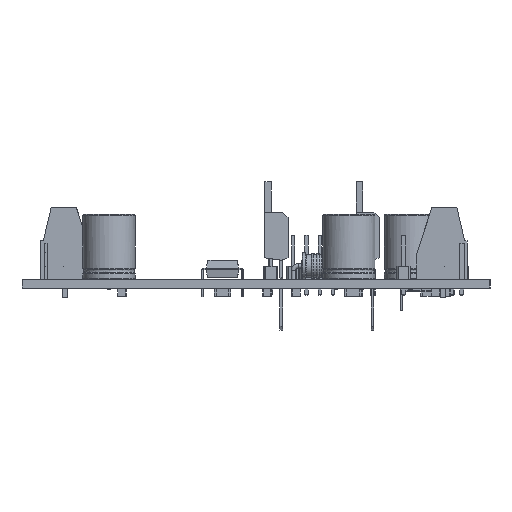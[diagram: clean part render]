
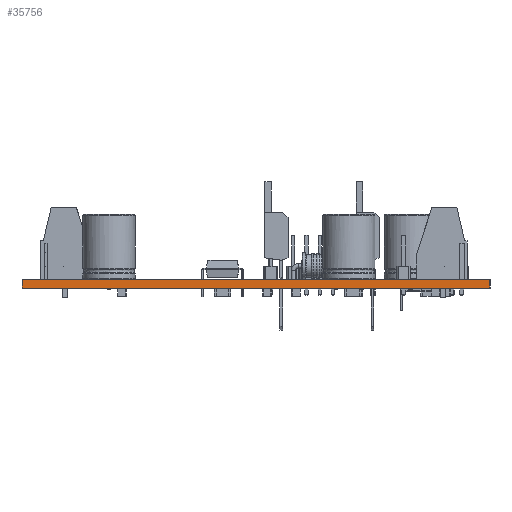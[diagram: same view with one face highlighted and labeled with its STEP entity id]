
A CAD part, left-side view. The second image highlights one B-rep face of the part: STEP entity #35756.
In plain terms, the highlighted planar face has unit normal (-1, 0, 0).
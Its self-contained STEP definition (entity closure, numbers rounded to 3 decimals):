
#35700 = VERTEX_POINT('',#35701);
#35701 = CARTESIAN_POINT('',(76.088,-117.864,1.6));
#35707 = EDGE_CURVE('',#35708,#35700,#35710,.T.);
#35708 = VERTEX_POINT('',#35709);
#35709 = CARTESIAN_POINT('',(76.088,-117.864,0.));
#35710 = LINE('',#35711,#35712);
#35711 = CARTESIAN_POINT('',(76.088,-117.864,0.));
#35712 = VECTOR('',#35713,1.);
#35713 = DIRECTION('',(0.,0.,1.));
#35756 = ADVANCED_FACE('',(#35757),#35782,.T.);
#35757 = FACE_BOUND('',#35758,.T.);
#35758 = EDGE_LOOP('',(#35759,#35760,#35768,#35776));
#35759 = ORIENTED_EDGE('',*,*,#35707,.T.);
#35760 = ORIENTED_EDGE('',*,*,#35761,.T.);
#35761 = EDGE_CURVE('',#35700,#35762,#35764,.T.);
#35762 = VERTEX_POINT('',#35763);
#35763 = CARTESIAN_POINT('',(76.088,-27.897,1.6));
#35764 = LINE('',#35765,#35766);
#35765 = CARTESIAN_POINT('',(76.088,-117.864,1.6));
#35766 = VECTOR('',#35767,1.);
#35767 = DIRECTION('',(0.,1.,0.));
#35768 = ORIENTED_EDGE('',*,*,#35769,.F.);
#35769 = EDGE_CURVE('',#35770,#35762,#35772,.T.);
#35770 = VERTEX_POINT('',#35771);
#35771 = CARTESIAN_POINT('',(76.088,-27.897,0.));
#35772 = LINE('',#35773,#35774);
#35773 = CARTESIAN_POINT('',(76.088,-27.897,0.));
#35774 = VECTOR('',#35775,1.);
#35775 = DIRECTION('',(0.,0.,1.));
#35776 = ORIENTED_EDGE('',*,*,#35777,.F.);
#35777 = EDGE_CURVE('',#35708,#35770,#35778,.T.);
#35778 = LINE('',#35779,#35780);
#35779 = CARTESIAN_POINT('',(76.088,-117.864,0.));
#35780 = VECTOR('',#35781,1.);
#35781 = DIRECTION('',(0.,1.,0.));
#35782 = PLANE('',#35783);
#35783 = AXIS2_PLACEMENT_3D('',#35784,#35785,#35786);
#35784 = CARTESIAN_POINT('',(76.088,-117.864,0.));
#35785 = DIRECTION('',(-1.,0.,0.));
#35786 = DIRECTION('',(0.,1.,0.));
